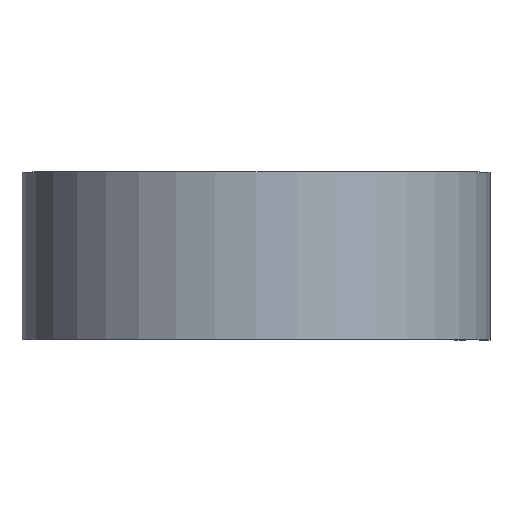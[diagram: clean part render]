
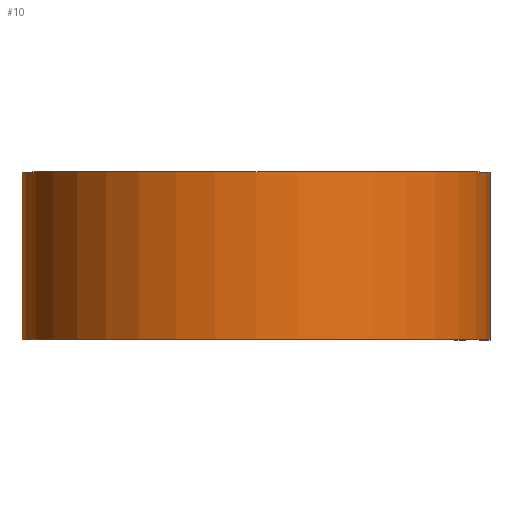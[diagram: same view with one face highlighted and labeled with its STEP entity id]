
A CAD part, top view. The second image highlights one B-rep face of the part: STEP entity #10.
In plain terms, the highlighted cylindrical face has radius 26.619 mm (diameter 53.238 mm), a partial arc.
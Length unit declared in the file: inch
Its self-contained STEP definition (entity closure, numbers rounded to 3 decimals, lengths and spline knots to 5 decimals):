
#10 = ADVANCED_FACE ( 'NONE', ( #125 ), #290, .T. ) ;
#21 = VECTOR ( 'NONE', #208, 39.37008 ) ;
#46 = EDGE_CURVE ( 'NONE', #729, #715, #307, .T. ) ;
#70 = VECTOR ( 'NONE', #414, 39.37008 ) ;
#82 = CARTESIAN_POINT ( 'NONE',  ( 0., 0.375, 0. ) ) ;
#91 = CARTESIAN_POINT ( 'NONE',  ( 0., -0.375, -1.048 ) ) ;
#125 = FACE_OUTER_BOUND ( 'NONE', #267, .T. ) ;
#134 = AXIS2_PLACEMENT_3D ( 'NONE', #82, #139, #143 ) ;
#139 = DIRECTION ( 'NONE',  ( 0., -1., 0. ) ) ;
#143 = DIRECTION ( 'NONE',  ( 0., 0., -1. ) ) ;
#172 = ORIENTED_EDGE ( 'NONE', *, *, #582, .F. ) ;
#176 = CARTESIAN_POINT ( 'NONE',  ( 0., 0.375, -1.048 ) ) ;
#180 = EDGE_CURVE ( 'NONE', #628, #672, #400, .T. ) ;
#182 = CARTESIAN_POINT ( 'NONE',  ( 0., -0.375, 0. ) ) ;
#188 = DIRECTION ( 'NONE',  ( 0., 1., 0. ) ) ;
#192 = CARTESIAN_POINT ( 'NONE',  ( 1.048, -0.375, 0. ) ) ;
#207 = CIRCLE ( 'NONE', #430, 1.048 ) ;
#208 = DIRECTION ( 'NONE',  ( 0., -1., 0. ) ) ;
#245 = DIRECTION ( 'NONE',  ( 1., 0., 0. ) ) ;
#253 = ORIENTED_EDGE ( 'NONE', *, *, #287, .T. ) ;
#267 = EDGE_LOOP ( 'NONE', ( #253, #654, #172, #692 ) ) ;
#281 = CARTESIAN_POINT ( 'NONE',  ( 1.048, 0.375, 0. ) ) ;
#287 = EDGE_CURVE ( 'NONE', #672, #715, #465, .T. ) ;
#290 = CYLINDRICAL_SURFACE ( 'NONE', #134, 1.048 ) ;
#307 = LINE ( 'NONE', #281, #21 ) ;
#339 = AXIS2_PLACEMENT_3D ( 'NONE', #182, #440, #245 ) ;
#355 = DIRECTION ( 'NONE',  ( 1., 0., 0. ) ) ;
#368 = CARTESIAN_POINT ( 'NONE',  ( 0., 0.375, 0. ) ) ;
#400 = LINE ( 'NONE', #556, #70 ) ;
#414 = DIRECTION ( 'NONE',  ( 0., -1., 0. ) ) ;
#430 = AXIS2_PLACEMENT_3D ( 'NONE', #368, #188, #355 ) ;
#440 = DIRECTION ( 'NONE',  ( 0., 1., 0. ) ) ;
#465 = CIRCLE ( 'NONE', #339, 1.048 ) ;
#556 = CARTESIAN_POINT ( 'NONE',  ( 0., 0.375, -1.048 ) ) ;
#582 = EDGE_CURVE ( 'NONE', #628, #729, #207, .T. ) ;
#628 = VERTEX_POINT ( 'NONE', #176 ) ;
#654 = ORIENTED_EDGE ( 'NONE', *, *, #46, .F. ) ;
#672 = VERTEX_POINT ( 'NONE', #91 ) ;
#692 = ORIENTED_EDGE ( 'NONE', *, *, #180, .T. ) ;
#697 = CARTESIAN_POINT ( 'NONE',  ( 1.048, 0.375, 0. ) ) ;
#715 = VERTEX_POINT ( 'NONE', #192 ) ;
#729 = VERTEX_POINT ( 'NONE', #697 ) ;
